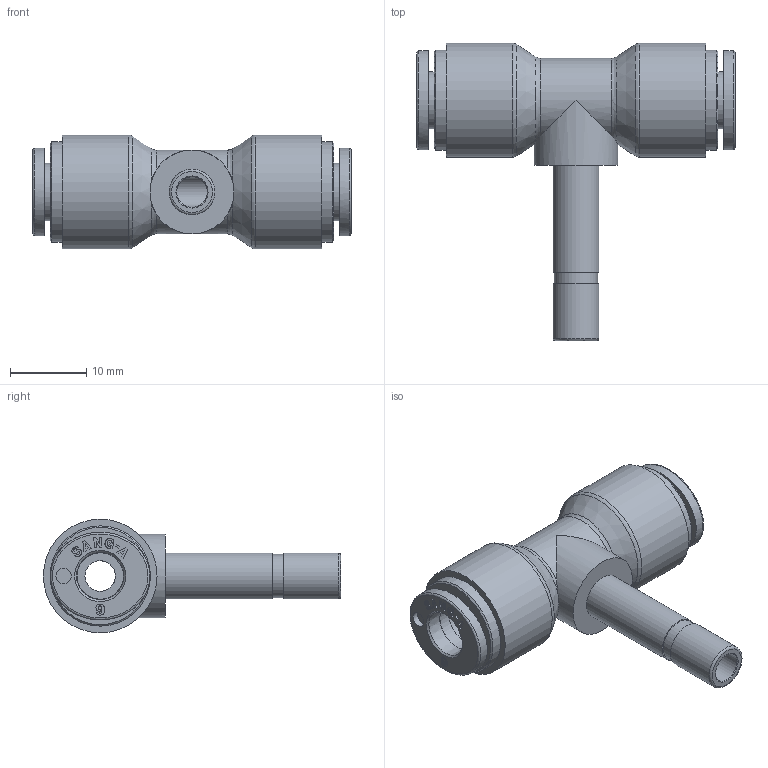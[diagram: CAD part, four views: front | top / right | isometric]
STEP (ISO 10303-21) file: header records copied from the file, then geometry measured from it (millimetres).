
FILE_DESCRIPTION((''),'2;1');
FILE_NAME('CR-PTJ 06.stp','2020-08-25T14:19:54',('user'),(''),'Autodesk Inventor 2013','Autodesk Inventor 2013','');
FILE_SCHEMA(('AUTOMOTIVE_DESIGN { 1 0 10303 214 1 1 1 1 }'));
Length unit declared in the file: millimetre
Products named in the file (5): 조립품14; CR-PTJ 06 BODY; CR-COLLAR 06; HR-Collar 06L(SUS); CR-SLEEVE 06
Assembly tree (5 placements, depth 3):
  조립품14
    CR-PTJ 06 BODY
    CR-COLLAR 06  x2
      HR-Collar 06L(SUS)
      CR-SLEEVE 06
Bounding box: 41.7 x 38.95 x 14.9 mm (x, y, z)
Volume: 5291.1 mm3; surface area: 4527.2 mm2
Topology: 5 solids, 5 shells, 435 faces, 1187 edges, 791 vertices
Faces by surface type: plane 348, bspline 40, cylinder 33, cone 9, torus 5
Full cylindrical faces by diameter (mm): 2 x2, 4 x2, 5.7 x1, 6 x2, 6.198 x2, 6.2 x2, 7.5 x2, 11 x1, 13.15 x2, 14.9 x2
Entity records: 7519 total; most frequent: CARTESIAN_POINT 1691, ORIENTED_EDGE 1182, DIRECTION 1121, EDGE_CURVE 591, VECTOR 487, LINE 487, VERTEX_POINT 407, AXIS2_PLACEMENT_3D 317
